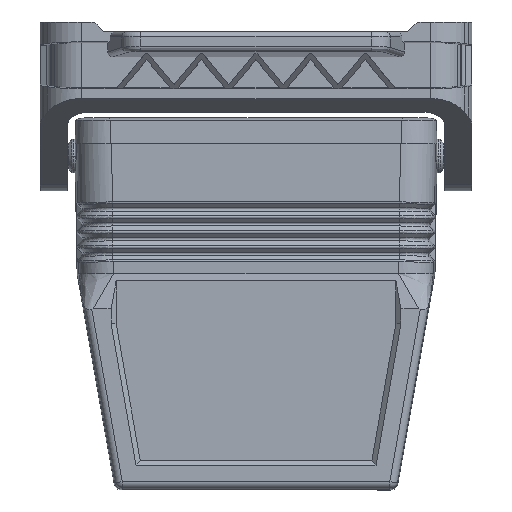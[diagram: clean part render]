
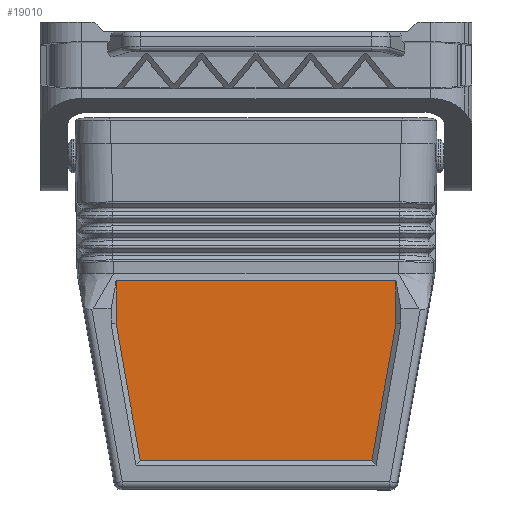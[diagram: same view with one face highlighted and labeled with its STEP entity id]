
A CAD part, front view. The second image highlights one B-rep face of the part: STEP entity #19010.
In plain terms, the highlighted face is planar.
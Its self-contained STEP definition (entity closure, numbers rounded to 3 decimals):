
#8290=CARTESIAN_POINT('',(117.12,-0.759,
27.871));
#8300=VERTEX_POINT('',#8290);
#8330=CARTESIAN_POINT('',(117.12,25.163,
27.871));
#8340=DIRECTION('',(0.,-1.,0.));
#8350=VECTOR('',#8340,1.);
#8360=LINE('',#8330,#8350);
#8370=CARTESIAN_POINT('',(117.12,55.579,
27.871));
#8380=VERTEX_POINT('',#8370);
#8390=EDGE_CURVE('',#8380,#8300,#8360,.T.);
#18550=CARTESIAN_POINT('',(117.12,54.827,
50.993));
#18560=DIRECTION('',(1.,0.,0.));
#18570=DIRECTION('',(0.,1.,0.));
#18580=AXIS2_PLACEMENT_3D('',#18550,#18560,#18570);
#18590=PLANE('',#18580);
#18600=CARTESIAN_POINT('',(117.12,-1.158,
34.229));
#18610=DIRECTION('',(0.,0.174,0.985));
#18620=VECTOR('',#18610,1.);
#18630=LINE('',#18600,#18620);
#18640=CARTESIAN_POINT('',(117.12,-0.759,
36.494));
#18650=VERTEX_POINT('',#18640);
#18660=CARTESIAN_POINT('',(117.12,4.087,
64.));
#18670=VERTEX_POINT('',#18660);
#18680=EDGE_CURVE('',#18650,#18670,#18630,.T.);
#18690=ORIENTED_EDGE('',*,*,#18680,.F.);
#18700=CARTESIAN_POINT('',(117.12,25.163,
64.));
#18710=DIRECTION('',(0.,1.,0.));
#18720=VECTOR('',#18710,1.);
#18730=LINE('',#18700,#18720);
#18740=CARTESIAN_POINT('',(117.12,50.734,
64.));
#18750=VERTEX_POINT('',#18740);
#18760=EDGE_CURVE('',#18670,#18750,#18730,.T.);
#18770=ORIENTED_EDGE('',*,*,#18760,.F.);
#18780=CARTESIAN_POINT('',(117.12,55.979,
34.229));
#18790=DIRECTION('',(0.,-0.174,0.985));
#18800=VECTOR('',#18790,1.);
#18810=LINE('',#18780,#18800);
#18820=CARTESIAN_POINT('',(117.12,55.579,
36.5));
#18830=VERTEX_POINT('',#18820);
#18840=EDGE_CURVE('',#18830,#18750,#18810,.T.);
#18850=ORIENTED_EDGE('',*,*,#18840,.T.);
#18860=CARTESIAN_POINT('',(117.12,55.579,
34.229));
#18870=DIRECTION('',(0.,-0.,-1.));
#18880=VECTOR('',#18870,1.);
#18890=LINE('',#18860,#18880);
#18900=EDGE_CURVE('',#18830,#8380,#18890,.T.);
#18910=ORIENTED_EDGE('',*,*,#18900,.F.);
#18920=ORIENTED_EDGE('',*,*,#8390,.F.);
#18930=CARTESIAN_POINT('',(117.12,-0.759,
34.229));
#18940=DIRECTION('',(0.,0.,-1.));
#18950=VECTOR('',#18940,1.);
#18960=LINE('',#18930,#18950);
#18970=EDGE_CURVE('',#18650,#8300,#18960,.T.);
#18980=ORIENTED_EDGE('',*,*,#18970,.T.);
#18990=EDGE_LOOP('',(#18980,#18920,#18910,#18850,#18770,#18690));
#19000=FACE_OUTER_BOUND('',#18990,.T.);
#19010=ADVANCED_FACE('',(#19000),#18590,.T.);
